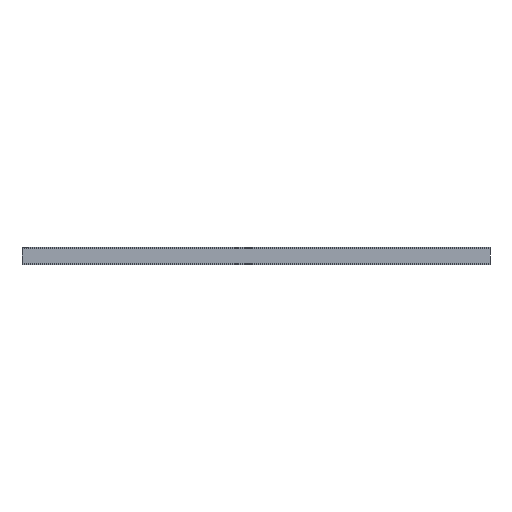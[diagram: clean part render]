
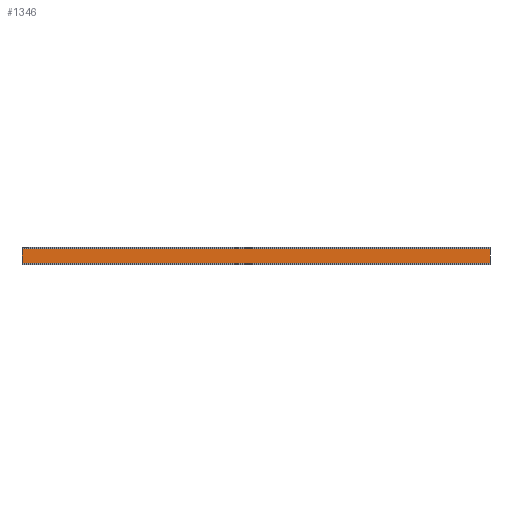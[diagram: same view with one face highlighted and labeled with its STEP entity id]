
A CAD part, left-side view. The second image highlights one B-rep face of the part: STEP entity #1346.
In plain terms, the highlighted planar face has unit normal (-1, 0, 0).
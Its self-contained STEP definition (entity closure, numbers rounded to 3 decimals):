
#44 = PLANE('',#45);
#45 = AXIS2_PLACEMENT_3D('',#46,#47,#48);
#46 = CARTESIAN_POINT('',(-35.,-400.,12.));
#47 = DIRECTION('',(0.,0.,-1.));
#48 = DIRECTION('',(1.,0.,0.));
#71 = PLANE('',#72);
#72 = AXIS2_PLACEMENT_3D('',#73,#74,#75);
#73 = CARTESIAN_POINT('',(-50.,400.,12.));
#74 = DIRECTION('',(0.,1.,0.));
#75 = DIRECTION('',(-0.,0.,1.));
#123 = PLANE('',#124);
#124 = AXIS2_PLACEMENT_3D('',#125,#126,#127);
#125 = CARTESIAN_POINT('',(-50.,-400.,12.));
#126 = DIRECTION('',(0.,1.,0.));
#127 = DIRECTION('',(-0.,0.,1.));
#137 = EDGE_CURVE('',#138,#140,#142,.T.);
#138 = VERTEX_POINT('',#139);
#139 = CARTESIAN_POINT('',(-35.,400.,12.));
#140 = VERTEX_POINT('',#141);
#141 = CARTESIAN_POINT('',(-35.,-400.,12.));
#142 = SURFACE_CURVE('',#143,(#147,#154),.PCURVE_S1.);
#143 = LINE('',#144,#145);
#144 = CARTESIAN_POINT('',(-35.,400.,12.));
#145 = VECTOR('',#146,1.);
#146 = DIRECTION('',(0.,-1.,0.));
#147 = PCURVE('',#44,#148);
#148 = DEFINITIONAL_REPRESENTATION('',(#149),#153);
#149 = LINE('',#150,#151);
#150 = CARTESIAN_POINT('',(0.,-800.));
#151 = VECTOR('',#152,1.);
#152 = DIRECTION('',(0.,1.));
#153 = ( GEOMETRIC_REPRESENTATION_CONTEXT(2) 
PARAMETRIC_REPRESENTATION_CONTEXT() REPRESENTATION_CONTEXT('2D SPACE',''
  ) );
#154 = PCURVE('',#155,#160);
#155 = PLANE('',#156);
#156 = AXIS2_PLACEMENT_3D('',#157,#158,#159);
#157 = CARTESIAN_POINT('',(-35.,-400.,-12.));
#158 = DIRECTION('',(-1.,0.,0.));
#159 = DIRECTION('',(0.,0.,-1.));
#160 = DEFINITIONAL_REPRESENTATION('',(#161),#165);
#161 = LINE('',#162,#163);
#162 = CARTESIAN_POINT('',(-24.,-800.));
#163 = VECTOR('',#164,1.);
#164 = DIRECTION('',(0.,1.));
#165 = ( GEOMETRIC_REPRESENTATION_CONTEXT(2) 
PARAMETRIC_REPRESENTATION_CONTEXT() REPRESENTATION_CONTEXT('2D SPACE',''
  ) );
#211 = EDGE_CURVE('',#212,#138,#214,.T.);
#212 = VERTEX_POINT('',#213);
#213 = CARTESIAN_POINT('',(-35.,400.,-12.));
#214 = SURFACE_CURVE('',#215,(#219,#225),.PCURVE_S1.);
#215 = LINE('',#216,#217);
#216 = CARTESIAN_POINT('',(-35.,400.,-12.));
#217 = VECTOR('',#218,1.);
#218 = DIRECTION('',(0.,0.,1.));
#219 = PCURVE('',#71,#220);
#220 = DEFINITIONAL_REPRESENTATION('',(#221),#224);
#221 = B_SPLINE_CURVE_WITH_KNOTS('',1,(#222,#223),.UNSPECIFIED.,.F.,.F.,
  (2,2),(0.,24.),.PIECEWISE_BEZIER_KNOTS.);
#222 = CARTESIAN_POINT('',(-24.,15.));
#223 = CARTESIAN_POINT('',(0.,15.));
#224 = ( GEOMETRIC_REPRESENTATION_CONTEXT(2) 
PARAMETRIC_REPRESENTATION_CONTEXT() REPRESENTATION_CONTEXT('2D SPACE',''
  ) );
#225 = PCURVE('',#155,#226);
#226 = DEFINITIONAL_REPRESENTATION('',(#227),#230);
#227 = B_SPLINE_CURVE_WITH_KNOTS('',1,(#228,#229),.UNSPECIFIED.,.F.,.F.,
  (2,2),(0.,24.),.PIECEWISE_BEZIER_KNOTS.);
#228 = CARTESIAN_POINT('',(0.,-800.));
#229 = CARTESIAN_POINT('',(-24.,-800.));
#230 = ( GEOMETRIC_REPRESENTATION_CONTEXT(2) 
PARAMETRIC_REPRESENTATION_CONTEXT() REPRESENTATION_CONTEXT('2D SPACE',''
  ) );
#247 = PLANE('',#248);
#248 = AXIS2_PLACEMENT_3D('',#249,#250,#251);
#249 = CARTESIAN_POINT('',(-50.,-400.,-12.));
#250 = DIRECTION('',(0.,0.,1.));
#251 = DIRECTION('',(-1.,0.,0.));
#570 = EDGE_CURVE('',#571,#140,#573,.T.);
#571 = VERTEX_POINT('',#572);
#572 = CARTESIAN_POINT('',(-35.,-400.,-12.));
#573 = SURFACE_CURVE('',#574,(#578,#584),.PCURVE_S1.);
#574 = LINE('',#575,#576);
#575 = CARTESIAN_POINT('',(-35.,-400.,-12.));
#576 = VECTOR('',#577,1.);
#577 = DIRECTION('',(0.,0.,1.));
#578 = PCURVE('',#123,#579);
#579 = DEFINITIONAL_REPRESENTATION('',(#580),#583);
#580 = B_SPLINE_CURVE_WITH_KNOTS('',1,(#581,#582),.UNSPECIFIED.,.F.,.F.,
  (2,2),(0.,24.),.PIECEWISE_BEZIER_KNOTS.);
#581 = CARTESIAN_POINT('',(-24.,15.));
#582 = CARTESIAN_POINT('',(0.,15.));
#583 = ( GEOMETRIC_REPRESENTATION_CONTEXT(2) 
PARAMETRIC_REPRESENTATION_CONTEXT() REPRESENTATION_CONTEXT('2D SPACE',''
  ) );
#584 = PCURVE('',#155,#585);
#585 = DEFINITIONAL_REPRESENTATION('',(#586),#589);
#586 = B_SPLINE_CURVE_WITH_KNOTS('',1,(#587,#588),.UNSPECIFIED.,.F.,.F.,
  (2,2),(0.,24.),.PIECEWISE_BEZIER_KNOTS.);
#587 = CARTESIAN_POINT('',(0.,0.));
#588 = CARTESIAN_POINT('',(-24.,0.));
#589 = ( GEOMETRIC_REPRESENTATION_CONTEXT(2) 
PARAMETRIC_REPRESENTATION_CONTEXT() REPRESENTATION_CONTEXT('2D SPACE',''
  ) );
#1346 = ADVANCED_FACE('',(#1347),#155,.T.);
#1347 = FACE_BOUND('',#1348,.F.);
#1348 = EDGE_LOOP('',(#1349,#1370,#1371,#1372));
#1349 = ORIENTED_EDGE('',*,*,#1350,.F.);
#1350 = EDGE_CURVE('',#212,#571,#1351,.T.);
#1351 = SURFACE_CURVE('',#1352,(#1356,#1363),.PCURVE_S1.);
#1352 = LINE('',#1353,#1354);
#1353 = CARTESIAN_POINT('',(-35.,400.,-12.));
#1354 = VECTOR('',#1355,1.);
#1355 = DIRECTION('',(0.,-1.,0.));
#1356 = PCURVE('',#155,#1357);
#1357 = DEFINITIONAL_REPRESENTATION('',(#1358),#1362);
#1358 = LINE('',#1359,#1360);
#1359 = CARTESIAN_POINT('',(0.,-800.));
#1360 = VECTOR('',#1361,1.);
#1361 = DIRECTION('',(0.,1.));
#1362 = ( GEOMETRIC_REPRESENTATION_CONTEXT(2) 
PARAMETRIC_REPRESENTATION_CONTEXT() REPRESENTATION_CONTEXT('2D SPACE',''
  ) );
#1363 = PCURVE('',#247,#1364);
#1364 = DEFINITIONAL_REPRESENTATION('',(#1365),#1369);
#1365 = LINE('',#1366,#1367);
#1366 = CARTESIAN_POINT('',(-15.,-800.));
#1367 = VECTOR('',#1368,1.);
#1368 = DIRECTION('',(-0.,1.));
#1369 = ( GEOMETRIC_REPRESENTATION_CONTEXT(2) 
PARAMETRIC_REPRESENTATION_CONTEXT() REPRESENTATION_CONTEXT('2D SPACE',''
  ) );
#1370 = ORIENTED_EDGE('',*,*,#211,.T.);
#1371 = ORIENTED_EDGE('',*,*,#137,.T.);
#1372 = ORIENTED_EDGE('',*,*,#570,.F.);
